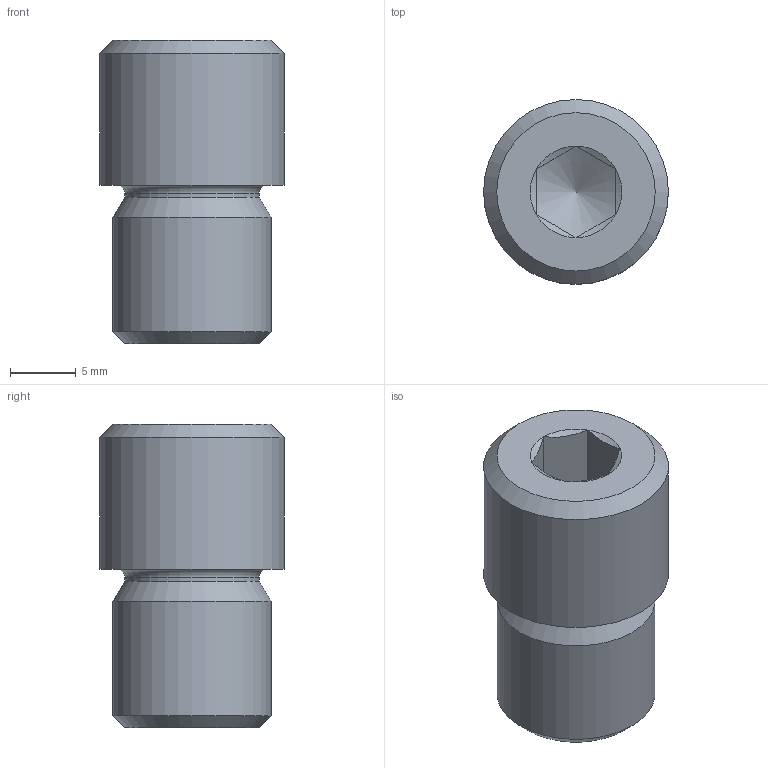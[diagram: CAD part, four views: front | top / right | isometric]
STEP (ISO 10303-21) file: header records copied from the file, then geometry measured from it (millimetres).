
FILE_DESCRIPTION(/* description */ ('STEP AP214'),/* implementation_level */ '2;1');
FILE_NAME(/* name */ '9238_GBS-50',/* time_stamp */ '2024-08-28T20:15:16+02:00',/* author */ ('License CC BY-ND 4.0'),/* organization */ ('CADENAS'),/* preprocessor_version */ 'ST-DEVELOPER v19.3',/* originating_system */ 'PARTsolutions',/* authorisation */ ' ');
FILE_SCHEMA (('AUTOMOTIVE_DESIGN {1 0 10303 214 3 1 1}'));
Length unit declared in the file: millimetre
Products named in the file (1): 9238 GBS-50
Bounding box: 14 x 14 x 23 mm (x, y, z)
Volume: 2781.5 mm3; surface area: 1339.1 mm2
Topology: 1 solids, 1 shells, 19 faces, 41 edges, 26 vertices
Faces by surface type: plane 10, cone 5, cylinder 3, torus 1
Full cylindrical faces by diameter (mm): 10.16 x1, 12 x1, 14 x1
Entity records: 488 total; most frequent: CARTESIAN_POINT 97, DIRECTION 74, ORIENTED_EDGE 58, FACE_BOUND 31, AXIS2_PLACEMENT_3D 31, EDGE_LOOP 30, EDGE_CURVE 29, VERTEX_POINT 24
